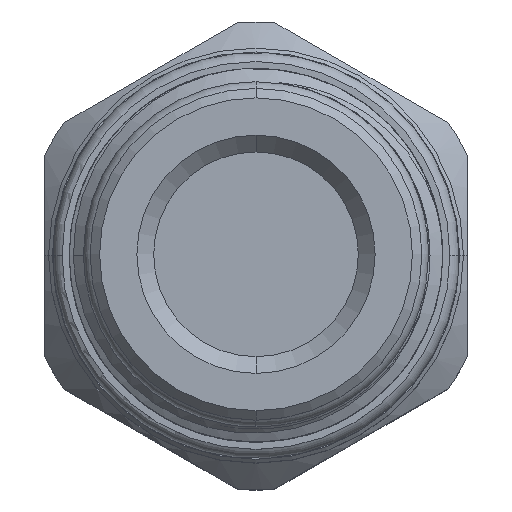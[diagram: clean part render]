
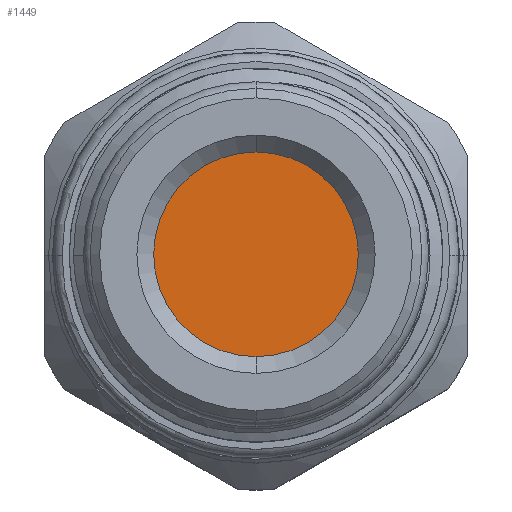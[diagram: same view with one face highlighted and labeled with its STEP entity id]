
A CAD part, top view. The second image highlights one B-rep face of the part: STEP entity #1449.
In plain terms, the highlighted planar face has unit normal (0, 0, 1).
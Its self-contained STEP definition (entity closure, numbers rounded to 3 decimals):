
#213 = CARTESIAN_POINT ( 'NONE',  ( 0.301, 0., 44.318 ) ) ;
#950 = CARTESIAN_POINT ( 'NONE',  ( 0.301, 0., 44.318 ) ) ;
#1101 = CARTESIAN_POINT ( 'NONE',  ( 0.301, -5.381, 44.318 ) ) ;
#1449 = ADVANCED_FACE ( 'NONE', ( #6694 ), #6278, .T. ) ;
#2412 = ORIENTED_EDGE ( 'NONE', *, *, #5954, .F. ) ;
#2464 = AXIS2_PLACEMENT_3D ( 'NONE', #213, #5531, #6214 ) ;
#3012 = DIRECTION ( 'NONE',  ( 1., 0., 0. ) ) ;
#3563 = ORIENTED_EDGE ( 'NONE', *, *, #6401, .F. ) ;
#4289 = CARTESIAN_POINT ( 'NONE',  ( 0., 0., 44.318 ) ) ;
#4298 = EDGE_LOOP ( 'NONE', ( #2412, #3563 ) ) ;
#4959 = DIRECTION ( 'NONE',  ( 1., 0., 0. ) ) ;
#5462 = CIRCLE ( 'NONE', #2464, 5.381 ) ;
#5531 = DIRECTION ( 'NONE',  ( 0., 0., -1. ) ) ;
#5867 = CIRCLE ( 'NONE', #6059, 5.381 ) ;
#5954 = EDGE_CURVE ( 'NONE', #6877, #7620, #5462, .T. ) ;
#6059 = AXIS2_PLACEMENT_3D ( 'NONE', #950, #7622, #3012 ) ;
#6134 = AXIS2_PLACEMENT_3D ( 'NONE', #4289, #7648, #4959 ) ;
#6214 = DIRECTION ( 'NONE',  ( 1., 0., 0. ) ) ;
#6278 = PLANE ( 'NONE',  #6134 ) ;
#6401 = EDGE_CURVE ( 'NONE', #7620, #6877, #5867, .T. ) ;
#6694 = FACE_OUTER_BOUND ( 'NONE', #4298, .T. ) ;
#6877 = VERTEX_POINT ( 'NONE', #7520 ) ;
#7520 = CARTESIAN_POINT ( 'NONE',  ( 0.301, 5.381, 44.318 ) ) ;
#7620 = VERTEX_POINT ( 'NONE', #1101 ) ;
#7622 = DIRECTION ( 'NONE',  ( 0., 0., -1. ) ) ;
#7648 = DIRECTION ( 'NONE',  ( 0., 0., 1. ) ) ;
